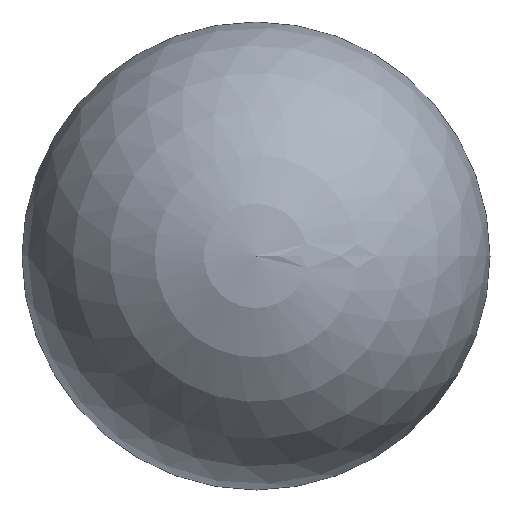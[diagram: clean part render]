
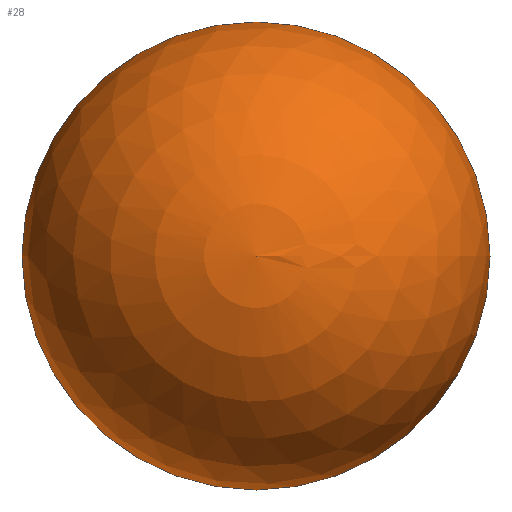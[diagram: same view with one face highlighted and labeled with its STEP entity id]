
A CAD part, front view. The second image highlights one B-rep face of the part: STEP entity #28.
In plain terms, the highlighted spherical face has radius 119.255 mm.
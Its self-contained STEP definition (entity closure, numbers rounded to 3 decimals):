
#3 = CARTESIAN_POINT ( 'NONE',  ( 0., 0., 119.255 ) ) ;
#4 = DIRECTION ( 'NONE',  ( 0., -1., 0. ) ) ;
#7 = DIRECTION ( 'NONE',  ( 0., 1., 0. ) ) ;
#18 = CARTESIAN_POINT ( 'NONE',  ( 0., 0., 0. ) ) ;
#23 = AXIS2_PLACEMENT_3D ( 'NONE', #64, #4, #69 ) ;
#26 = ORIENTED_EDGE ( 'NONE', *, *, #57, .T. ) ;
#28 = ADVANCED_FACE ( 'NONE', ( #56 ), #66, .T. ) ;
#31 = VERTEX_POINT ( 'NONE', #3 ) ;
#32 = DIRECTION ( 'NONE',  ( 0., 0., 1. ) ) ;
#35 = CARTESIAN_POINT ( 'NONE',  ( 0., 0., 0. ) ) ;
#36 = CIRCLE ( 'NONE', #77, 119.255 ) ;
#42 = DIRECTION ( 'NONE',  ( 1., 0., 0. ) ) ;
#43 = CIRCLE ( 'NONE', #76, 119.255 ) ;
#44 = EDGE_CURVE ( 'NONE', #31, #78, #43, .T. ) ;
#49 = CARTESIAN_POINT ( 'NONE',  ( 0., 0., -119.255 ) ) ;
#56 = FACE_OUTER_BOUND ( 'NONE', #80, .T. ) ;
#57 = EDGE_CURVE ( 'NONE', #31, #78, #36, .T. ) ;
#64 = CARTESIAN_POINT ( 'NONE',  ( 0., 0., 0. ) ) ;
#65 = DIRECTION ( 'NONE',  ( 0., -1., 0. ) ) ;
#66 = SPHERICAL_SURFACE ( 'NONE', #23, 119.255 ) ;
#69 = DIRECTION ( 'NONE',  ( 1., 0., 0. ) ) ;
#76 = AXIS2_PLACEMENT_3D ( 'NONE', #35, #7, #32 ) ;
#77 = AXIS2_PLACEMENT_3D ( 'NONE', #18, #65, #42 ) ;
#78 = VERTEX_POINT ( 'NONE', #49 ) ;
#79 = ORIENTED_EDGE ( 'NONE', *, *, #44, .F. ) ;
#80 = EDGE_LOOP ( 'NONE', ( #79, #26 ) ) ;
